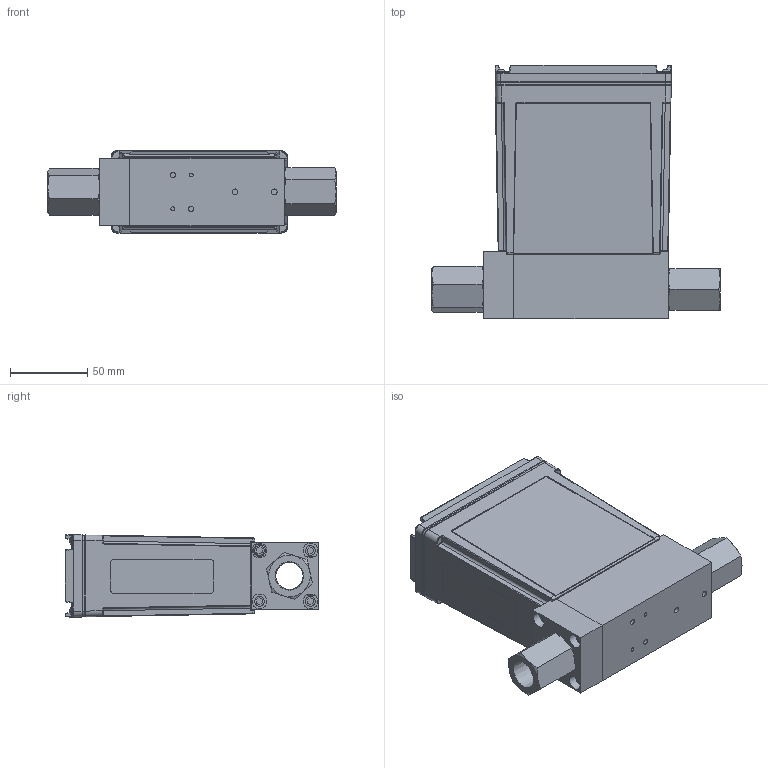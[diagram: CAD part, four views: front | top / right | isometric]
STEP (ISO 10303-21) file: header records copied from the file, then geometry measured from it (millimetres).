
FILE_DESCRIPTION (( 'STEP AP214' ), '1' );
FILE_NAME ('GE250-.50NPTF-PROFIBUS.STEP', '2016-01-22T14:44:05', ( 'MKS' ), ( 'MKS' ), 'SwSTEP 2.0', 'SolidWorks 2012', '' );
FILE_SCHEMA (( 'AUTOMOTIVE_DESIGN' ));
Length unit declared in the file: inch
Products named in the file (1): GE250-.50NPTF-PROFIBUS
Bounding box: 186.97 x 164.52 x 53.49 mm (x, y, z)
Surface area: 107768 mm2 (no closed solid volume)
Topology: 0 solids, 103 shells, 728 faces, 3435 edges, 2729 vertices
Faces by surface type: plane 382, cylinder 221, bspline 83, cone 24, sphere 10, torus 8
Full cylindrical faces by diameter (mm): 0.61 x9, 1.219 x9, 2.261 x4, 2.5 x2, 3.454 x2, 3.797 x2, 4.775 x4, 5.944 x7, 6.147 x4, 6.35 x2, 9.525 x4, 14.224 x1
Entity records: 52907 total; most frequent: CARTESIAN_POINT 18716, ORIENTED_EDGE 4469, DIRECTION 4410, EDGE_CURVE 3340, VERTEX_POINT 2716, LINE 1876, VECTOR 1876, AXIS2_PLACEMENT_3D 1267
